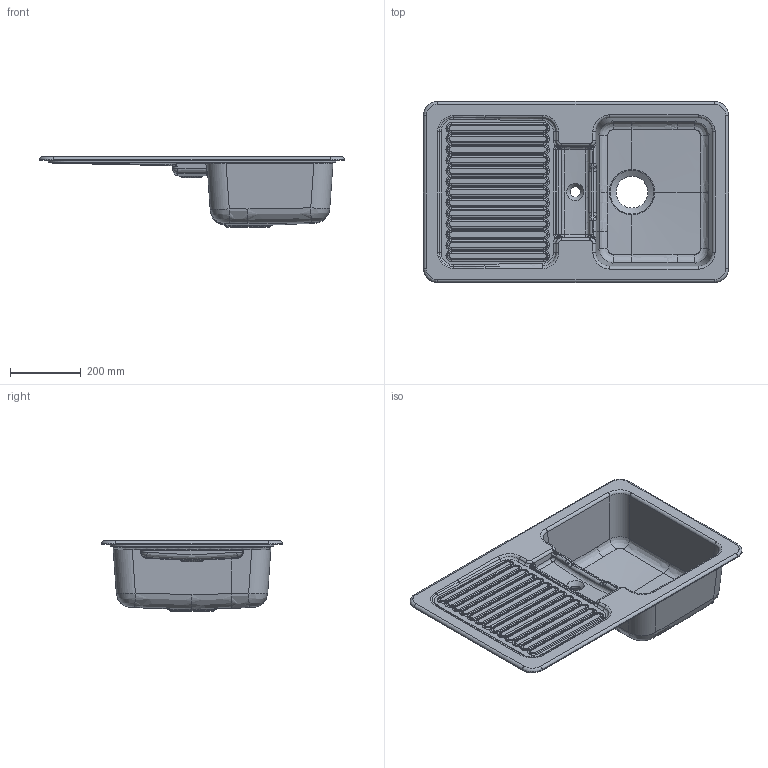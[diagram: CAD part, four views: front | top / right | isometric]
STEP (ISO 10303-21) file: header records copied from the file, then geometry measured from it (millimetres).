
FILE_DESCRIPTION(/* description */ (''),/* implementation_level */ '2;1');
FILE_NAME(/* name */ 'Spuele_6732_Condor_50.stp',/* time_stamp */ '2019-02-20T11:07:43+01:00',/* author */ (''),/* organization */ (''),/* preprocessor_version */ 'ST-DEVELOPER v16',/* originating_system */ 'SIEMENS PLM Software NX 10.0',/* authorisation */ '');
FILE_SCHEMA (('AUTOMOTIVE_DESIGN { 1 0 10303 214 3 1 1 1 }'));
Length unit declared in the file: millimetre
Products named in the file (1): Sier17C06C057nbn
Bounding box: 861.05 x 511.05 x 198 mm (x, y, z)
Volume: 9034701.1 mm3; surface area: 1330972.7 mm2
Topology: 1 solids, 1 shells, 664 faces, 1580 edges, 913 vertices
Faces by surface type: bspline 362, cylinder 198, plane 70, cone 13, torus 11, sphere 10
Full cylindrical faces by diameter (mm): 29 x1, 90 x1
Entity records: 30754 total; most frequent: CARTESIAN_POINT 18242, ORIENTED_EDGE 3096, DIRECTION 2008, EDGE_CURVE 1548, VERTEX_POINT 911, AXIS2_PLACEMENT_3D 891, EDGE_LOOP 693, ADVANCED_FACE 664
